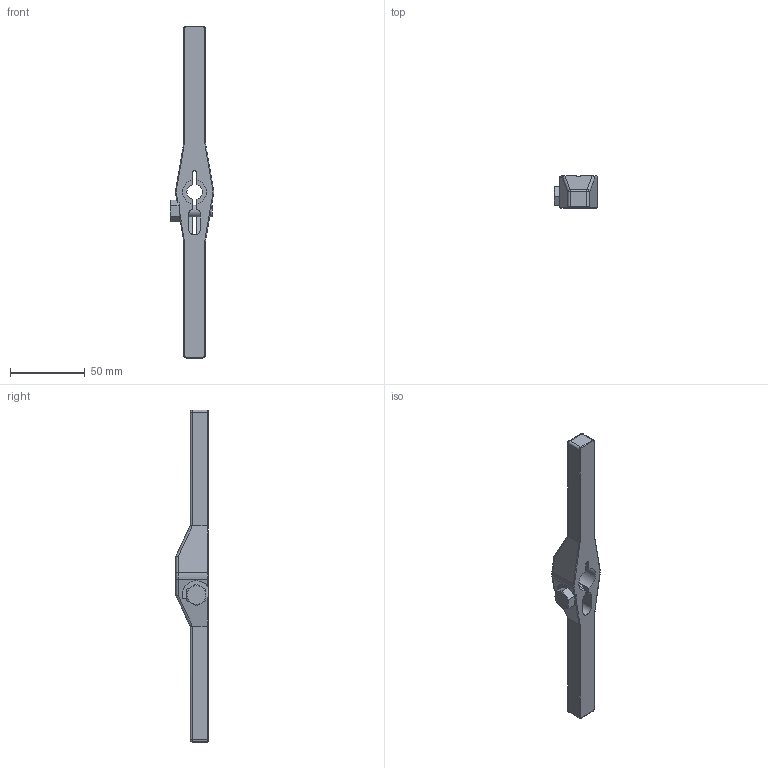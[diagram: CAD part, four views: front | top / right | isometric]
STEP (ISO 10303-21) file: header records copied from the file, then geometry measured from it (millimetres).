
FILE_DESCRIPTION((''),'2;1');
FILE_NAME('ILC91520907','2020-02-04T',('npeters'),(''),'PRO/ENGINEER BY PARAMETRIC TECHNOLOGY CORPORATION, 2013320','PRO/ENGINEER BY PARAMETRIC TECHNOLOGY CORPORATION, 2013320','');
FILE_SCHEMA(('AUTOMOTIVE_DESIGN { 1 0 10303 214 1 1 1 1 }'));
Length unit declared in the file: inch
Products named in the file (1): ILC91520907
Bounding box: 28.83 x 21.59 x 222 mm (x, y, z)
Volume: 46494.4 mm3; surface area: 15981.8 mm2
Topology: 1 solids, 1 shells, 105 faces, 274 edges, 169 vertices
Faces by surface type: cylinder 50, plane 37, torus 8, cone 6, sphere 4
Entity records: 4536 total; most frequent: CARTESIAN_POINT 906, ORIENTED_EDGE 548, DIRECTION 508, PRESENTATION_STYLE_ASSIGNMENT 292, STYLED_ITEM 275, CURVE_STYLE 274, EDGE_CURVE 274, AXIS2_PLACEMENT_3D 184
